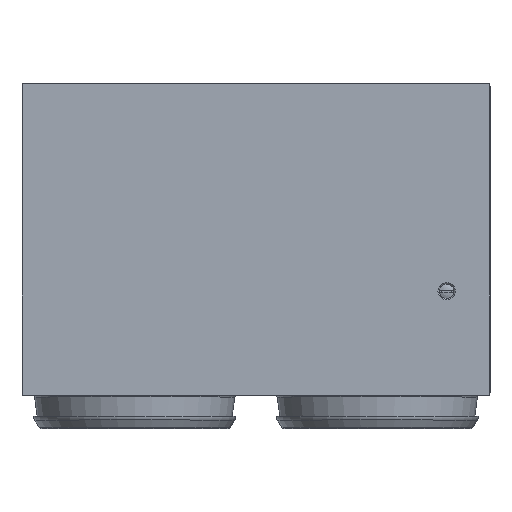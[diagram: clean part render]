
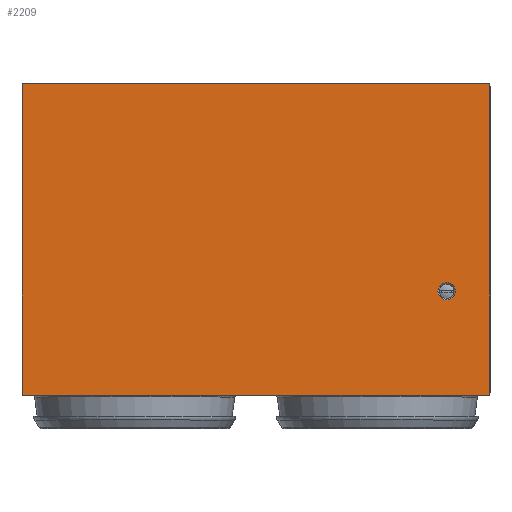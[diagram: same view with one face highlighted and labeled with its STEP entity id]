
A CAD part, top view. The second image highlights one B-rep face of the part: STEP entity #2209.
In plain terms, the highlighted planar face has unit normal (0, 0, 1).
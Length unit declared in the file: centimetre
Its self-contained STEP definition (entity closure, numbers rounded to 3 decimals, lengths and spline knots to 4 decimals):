
#124=FACE_BOUND('',#409,.T.);
#147=PLANE('',#2857);
#237=FACE_OUTER_BOUND('',#408,.T.);
#408=EDGE_LOOP('',(#1401,#1402,#1403,#1404));
#409=EDGE_LOOP('',(#1405));
#601=CIRCLE('',#2855,5.);
#753=VERTEX_POINT('',#4045);
#755=VERTEX_POINT('',#4051);
#756=VERTEX_POINT('',#4052);
#757=VERTEX_POINT('',#4054);
#758=VERTEX_POINT('',#4056);
#1003=EDGE_CURVE('',#753,#753,#601,.T.);
#1006=EDGE_CURVE('',#755,#756,#2413,.T.);
#1007=EDGE_CURVE('',#756,#757,#2414,.T.);
#1008=EDGE_CURVE('',#757,#758,#2415,.T.);
#1009=EDGE_CURVE('',#758,#755,#2416,.T.);
#1401=ORIENTED_EDGE('',*,*,#1006,.T.);
#1402=ORIENTED_EDGE('',*,*,#1007,.T.);
#1403=ORIENTED_EDGE('',*,*,#1008,.T.);
#1404=ORIENTED_EDGE('',*,*,#1009,.T.);
#1405=ORIENTED_EDGE('',*,*,#1003,.T.);
#2209=ADVANCED_FACE('',(#237,#124),#147,.T.);
#2413=LINE('',#4053,#2634);
#2414=LINE('',#4055,#2635);
#2415=LINE('',#4057,#2636);
#2416=LINE('',#4058,#2637);
#2634=VECTOR('',#3189,1.);
#2635=VECTOR('',#3190,1.);
#2636=VECTOR('',#3191,1.);
#2637=VECTOR('',#3192,1.);
#2855=AXIS2_PLACEMENT_3D('',#4046,#3182,#3183);
#2857=AXIS2_PLACEMENT_3D('',#4050,#3187,#3188);
#3182=DIRECTION('center_axis',(0.,0.,-1.));
#3183=DIRECTION('ref_axis',(1.,0.,0.));
#3187=DIRECTION('center_axis',(0.,0.,1.));
#3188=DIRECTION('ref_axis',(1.,0.,0.));
#3189=DIRECTION('',(0.,1.,0.));
#3190=DIRECTION('',(-1.,0.,0.));
#3191=DIRECTION('',(0.,-1.,0.));
#3192=DIRECTION('',(1.,0.,0.));
#4045=CARTESIAN_POINT('',(105.,60.,2.));
#4046=CARTESIAN_POINT('Origin',(110.,60.,2.));
#4050=CARTESIAN_POINT('Origin',(0.,90.,2.));
#4051=CARTESIAN_POINT('',(135.,0.,2.));
#4052=CARTESIAN_POINT('',(135.,180.,2.));
#4053=CARTESIAN_POINT('',(135.,90.,2.));
#4054=CARTESIAN_POINT('',(-135.,180.,2.));
#4055=CARTESIAN_POINT('',(0.,180.,2.));
#4056=CARTESIAN_POINT('',(-135.,0.,2.));
#4057=CARTESIAN_POINT('',(-135.,90.,2.));
#4058=CARTESIAN_POINT('',(0.,0.,2.));
